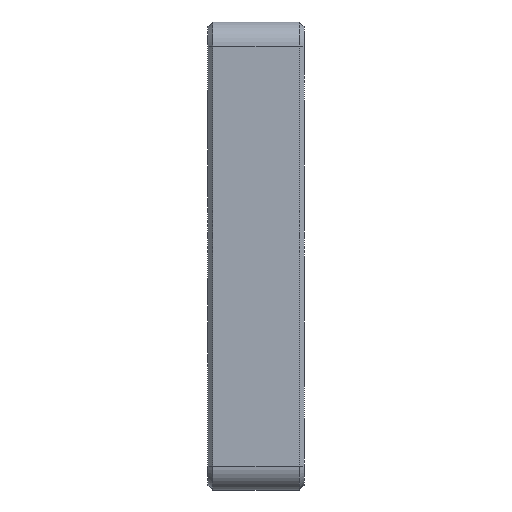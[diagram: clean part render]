
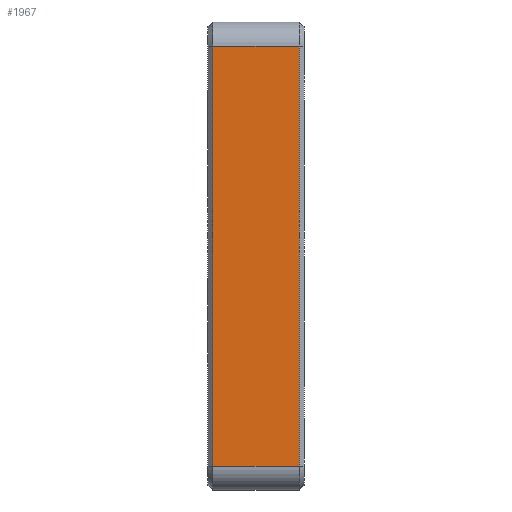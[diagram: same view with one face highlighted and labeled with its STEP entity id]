
A CAD part, left-side view. The second image highlights one B-rep face of the part: STEP entity #1967.
In plain terms, the highlighted planar face has unit normal (-1, 0, 0).
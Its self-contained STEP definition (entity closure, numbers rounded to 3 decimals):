
#99=PLANE('',#2149);
#195=FACE_OUTER_BOUND('',#325,.T.);
#325=EDGE_LOOP('',(#1637,#1638,#1639,#1640));
#507=LINE('',#3153,#711);
#521=LINE('',#3192,#725);
#522=LINE('',#3196,#726);
#523=LINE('',#3197,#727);
#711=VECTOR('',#2553,10.);
#725=VECTOR('',#2597,10.);
#726=VECTOR('',#2602,10.);
#727=VECTOR('',#2603,10.);
#978=VERTEX_POINT('',#3149);
#979=VERTEX_POINT('',#3151);
#989=VERTEX_POINT('',#3191);
#990=VERTEX_POINT('',#3195);
#1203=EDGE_CURVE('',#979,#978,#507,.T.);
#1222=EDGE_CURVE('',#978,#989,#521,.T.);
#1224=EDGE_CURVE('',#990,#979,#522,.T.);
#1225=EDGE_CURVE('',#989,#990,#523,.T.);
#1637=ORIENTED_EDGE('',*,*,#1203,.F.);
#1638=ORIENTED_EDGE('',*,*,#1224,.F.);
#1639=ORIENTED_EDGE('',*,*,#1225,.F.);
#1640=ORIENTED_EDGE('',*,*,#1222,.F.);
#1967=ADVANCED_FACE('',(#195),#99,.T.);
#2149=AXIS2_PLACEMENT_3D('',#3194,#2600,#2601);
#2553=DIRECTION('',(0.,0.,-1.));
#2597=DIRECTION('',(0.,1.,0.));
#2600=DIRECTION('center_axis',(-1.,0.,0.));
#2601=DIRECTION('ref_axis',(0.,0.,-1.));
#2602=DIRECTION('',(0.,-1.,0.));
#2603=DIRECTION('',(0.,0.,1.));
#3149=CARTESIAN_POINT('',(-30.,-7.6,-18.5));
#3151=CARTESIAN_POINT('',(-30.,-7.6,16.5));
#3153=CARTESIAN_POINT('',(-30.,-7.6,8.75));
#3191=CARTESIAN_POINT('',(-30.,-0.4,-18.5));
#3192=CARTESIAN_POINT('',(-30.,0.,-18.5));
#3194=CARTESIAN_POINT('Origin',(-30.,0.,18.5));
#3195=CARTESIAN_POINT('',(-30.,-0.4,16.5));
#3196=CARTESIAN_POINT('',(-30.,0.,16.5));
#3197=CARTESIAN_POINT('',(-30.,-0.4,8.75));
